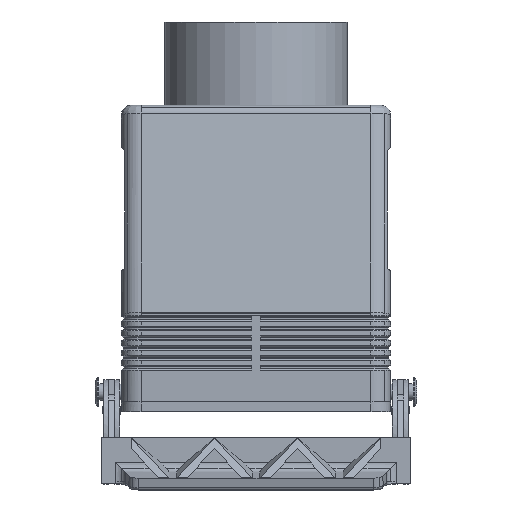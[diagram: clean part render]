
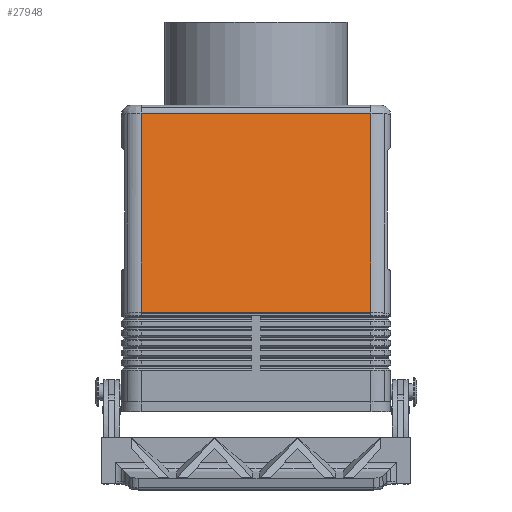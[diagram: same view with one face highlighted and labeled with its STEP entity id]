
A CAD part, left-side view. The second image highlights one B-rep face of the part: STEP entity #27948.
In plain terms, the highlighted planar face has unit normal (-0.986, 0, 0.166).
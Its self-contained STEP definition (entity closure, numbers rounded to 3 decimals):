
#3663=CARTESIAN_POINT('',(-46.667,-35.25,30.493));
#3664=VERTEX_POINT('',#3663);
#3672=CARTESIAN_POINT('',(-46.667,35.25,30.493));
#3673=VERTEX_POINT('',#3672);
#3674=CARTESIAN_POINT('',(-46.667,-35.25,30.493));
#3675=DIRECTION('',(0.0,1.0,0.0));
#3676=VECTOR('',#3675,70.5);
#3677=LINE('',#3674,#3676);
#3678=EDGE_CURVE('',#3664,#3673,#3677,.T.);
#17815=CARTESIAN_POINT('',(-36.42,-35.25,91.497));
#17816=VERTEX_POINT('',#17815);
#17824=CARTESIAN_POINT('',(-36.42,-35.25,91.497));
#17825=DIRECTION('',(-0.166,0.0,-0.986));
#17826=VECTOR('',#17825,61.858);
#17827=LINE('',#17824,#17826);
#17828=EDGE_CURVE('',#17816,#3664,#17827,.T.);
#25932=CARTESIAN_POINT('',(-36.42,35.25,91.497));
#25933=VERTEX_POINT('',#25932);
#25941=CARTESIAN_POINT('',(-36.42,35.25,91.497));
#25942=DIRECTION('',(0.0,-1.0,0.0));
#25943=VECTOR('',#25942,70.5);
#25944=LINE('',#25941,#25943);
#25945=EDGE_CURVE('',#25933,#17816,#25944,.T.);
#26336=CARTESIAN_POINT('',(-46.667,35.25,30.493));
#26337=DIRECTION('',(0.166,0.0,0.986));
#26338=VECTOR('',#26337,61.858);
#26339=LINE('',#26336,#26338);
#26340=EDGE_CURVE('',#3673,#25933,#26339,.T.);
#27937=CARTESIAN_POINT('',(-36.0,0.0,94.0));
#27938=DIRECTION('',(-0.986,0.0,0.166));
#27939=DIRECTION('',(0.166,0.0,0.986));
#27940=AXIS2_PLACEMENT_3D('',#27937,#27938,#27939);
#27941=PLANE('',#27940);
#27942=ORIENTED_EDGE('',*,*,#25945,.F.);
#27943=ORIENTED_EDGE('',*,*,#26340,.F.);
#27944=ORIENTED_EDGE('',*,*,#3678,.F.);
#27945=ORIENTED_EDGE('',*,*,#17828,.F.);
#27946=EDGE_LOOP('',(#27942,#27943,#27944,#27945));
#27947=FACE_OUTER_BOUND('',#27946,.T.);
#27948=ADVANCED_FACE('',(#27947),#27941,.T.);
